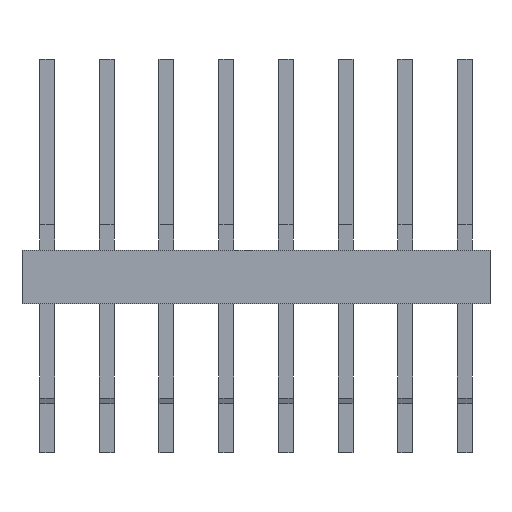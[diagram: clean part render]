
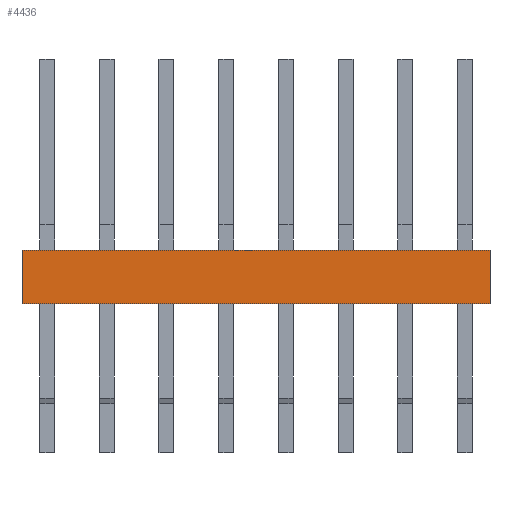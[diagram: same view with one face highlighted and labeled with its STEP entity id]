
A CAD part, front view. The second image highlights one B-rep face of the part: STEP entity #4436.
In plain terms, the highlighted planar face has unit normal (0, -1, 0).
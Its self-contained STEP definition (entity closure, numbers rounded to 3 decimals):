
#84=DIRECTION('',(1.,0.,0.));
#85=VECTOR('',#84,19.914);
#86=CARTESIAN_POINT('',(-9.957,-2.438,0.));
#87=LINE('',#86,#85);
#348=DIRECTION('',(0.,0.,-1.));
#349=VECTOR('',#348,2.286);
#350=CARTESIAN_POINT('',(-9.957,-2.438,0.));
#351=LINE('',#350,#349);
#352=DIRECTION('',(0.,0.,-1.));
#353=VECTOR('',#352,2.286);
#354=CARTESIAN_POINT('',(9.957,-2.438,0.));
#355=LINE('',#354,#353);
#364=DIRECTION('',(1.,0.,0.));
#365=VECTOR('',#364,19.914);
#366=CARTESIAN_POINT('',(-9.957,-2.438,-2.286));
#367=LINE('',#366,#365);
#3193=CARTESIAN_POINT('',(-9.957,-2.438,0.));
#3195=VERTEX_POINT('',#3193);
#3196=CARTESIAN_POINT('',(9.957,-2.438,0.));
#3197=VERTEX_POINT('',#3196);
#3201=CARTESIAN_POINT('',(-9.957,-2.438,-2.286));
#3203=VERTEX_POINT('',#3201);
#3204=CARTESIAN_POINT('',(9.957,-2.438,-2.286));
#3205=VERTEX_POINT('',#3204);
#4423=CARTESIAN_POINT('',(-9.957,-2.438,0.));
#4424=DIRECTION('',(0.,-1.,0.));
#4425=DIRECTION('',(1.,0.,0.));
#4426=AXIS2_PLACEMENT_3D('',#4423,#4424,#4425);
#4427=PLANE('',#4426);
#4428=ORIENTED_EDGE('',*,*,#4243,.T.);
#4430=ORIENTED_EDGE('',*,*,#4429,.T.);
#4432=ORIENTED_EDGE('',*,*,#4431,.F.);
#4433=ORIENTED_EDGE('',*,*,#4414,.F.);
#4434=EDGE_LOOP('',(#4428,#4430,#4432,#4433));
#4435=FACE_OUTER_BOUND('',#4434,.F.);
#4436=ADVANCED_FACE('',(#4435),#4427,.T.);
#4243=EDGE_CURVE('',#3195,#3197,#87,.T.);
#4414=EDGE_CURVE('',#3195,#3203,#351,.T.);
#4429=EDGE_CURVE('',#3197,#3205,#355,.T.);
#4431=EDGE_CURVE('',#3203,#3205,#367,.T.);
